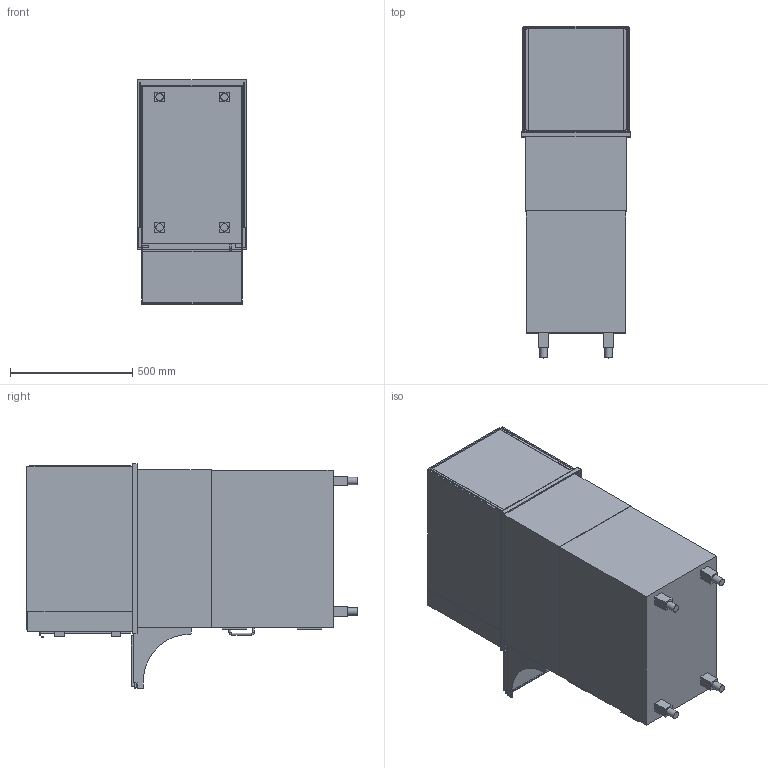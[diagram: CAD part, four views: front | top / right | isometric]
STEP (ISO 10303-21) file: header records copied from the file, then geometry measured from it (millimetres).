
FILE_DESCRIPTION (( 'STEP AP214' ), '1' );
FILE_NAME ('EU520410_Basic Plus E-44-45.STEP', '2022-05-19T13:42:55', ( '' ), ( '' ), 'SwSTEP 2.0', 'SolidWorks 2017', '' );
FILE_SCHEMA (( 'AUTOMOTIVE_DESIGN' ));
Length unit declared in the file: millimetre
Products named in the file (1): EU520410_Basic Plus E-44-45
Bounding box: 445 x 1357 x 918.5 mm (x, y, z)
Volume: 81493309.1 mm3; surface area: 8823371.5 mm2
Topology: 38 solids, 38 shells, 347 faces, 787 edges, 522 vertices
Faces by surface type: plane 306, cylinder 39, torus 2
Full cylindrical faces by diameter (mm): 8 x3, 30 x4
Entity records: 10191 total; most frequent: CARTESIAN_POINT 1654, ORIENTED_EDGE 1556, DIRECTION 1550, EDGE_CURVE 778, VECTOR 698, LINE 698, VERTEX_POINT 522, AXIS2_PLACEMENT_3D 426
